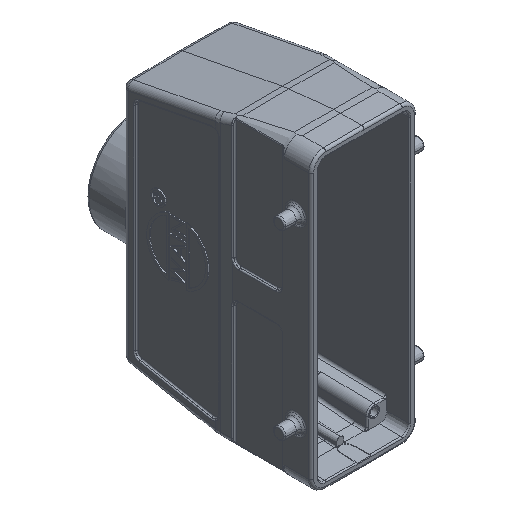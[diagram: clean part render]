
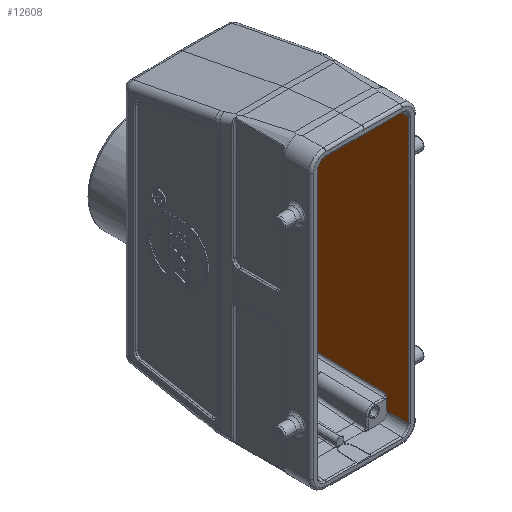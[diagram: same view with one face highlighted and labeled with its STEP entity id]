
A CAD part, isometric view. The second image highlights one B-rep face of the part: STEP entity #12608.
In plain terms, the highlighted planar face has unit normal (-1, -0.009, 0).
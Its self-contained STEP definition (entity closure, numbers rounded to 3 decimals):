
#590=CARTESIAN_POINT('',(18.5,-45.385,-49.099));
#591=CARTESIAN_POINT('',(18.5,-45.385,-48.979));
#592=CARTESIAN_POINT('',(18.5,-45.339,-48.736));
#593=CARTESIAN_POINT('',(18.498,-45.154,-48.361));
#594=CARTESIAN_POINT('',(18.496,-44.98,-48.115));
#595=CARTESIAN_POINT('',(18.496,-44.889,-47.984));
#602=DIRECTION('',(0.,0.,-1.));
#603=VECTOR('',#602,4.901);
#604=CARTESIAN_POINT('',(18.5,-45.385,-49.099));
#605=LINE('',#604,#603);
#606=DIRECTION('',(0.009,-0.999,-0.031));
#607=VECTOR('',#606,61.354);
#608=CARTESIAN_POINT('',(17.961,16.433,-46.085));
#609=LINE('',#608,#607);
#610=CARTESIAN_POINT('',(17.978,14.424,-13.274));
#611=CARTESIAN_POINT('',(17.978,14.424,-13.602));
#612=CARTESIAN_POINT('',(17.978,14.469,-14.088));
#613=CARTESIAN_POINT('',(17.976,14.614,-14.638));
#614=CARTESIAN_POINT('',(17.975,14.729,-14.947));
#615=CARTESIAN_POINT('',(17.974,14.832,-15.171));
#616=CARTESIAN_POINT('',(17.973,14.951,-15.385));
#617=CARTESIAN_POINT('',(17.972,15.09,-15.59));
#618=CARTESIAN_POINT('',(17.971,15.248,-15.78));
#619=CARTESIAN_POINT('',(17.969,15.484,-16.006));
#620=CARTESIAN_POINT('',(17.966,15.765,-16.189));
#621=CARTESIAN_POINT('',(17.964,16.073,-16.299));
#622=CARTESIAN_POINT('',(17.962,16.244,-16.33));
#623=CARTESIAN_POINT('',(17.961,16.325,-16.336));
#625=CARTESIAN_POINT('',(17.961,16.325,16.336));
#626=CARTESIAN_POINT('',(17.962,16.242,16.329));
#627=CARTESIAN_POINT('',(17.964,16.073,16.299));
#628=CARTESIAN_POINT('',(17.966,15.844,16.217));
#629=CARTESIAN_POINT('',(17.968,15.625,16.098));
#630=CARTESIAN_POINT('',(17.969,15.427,15.951));
#631=CARTESIAN_POINT('',(17.971,15.248,15.779));
#632=CARTESIAN_POINT('',(17.972,15.091,15.59));
#633=CARTESIAN_POINT('',(17.973,14.953,15.388));
#634=CARTESIAN_POINT('',(17.975,14.792,15.099));
#635=CARTESIAN_POINT('',(17.976,14.636,14.722));
#636=CARTESIAN_POINT('',(17.977,14.511,14.248));
#637=CARTESIAN_POINT('',(17.978,14.439,13.76));
#638=CARTESIAN_POINT('',(17.978,14.424,13.435));
#639=CARTESIAN_POINT('',(17.978,14.424,13.274));
#641=DIRECTION('',(-0.009,0.982,-0.19));
#642=VECTOR('',#641,1.436);
#643=CARTESIAN_POINT('',(17.973,15.023,46.663));
#644=LINE('',#643,#642);
#645=CARTESIAN_POINT('',(18.05,6.157,47.55));
#646=CARTESIAN_POINT('',(18.024,9.131,47.524));
#647=CARTESIAN_POINT('',(17.998,12.103,47.227));
#648=CARTESIAN_POINT('',(17.973,15.023,46.663));
#650=DIRECTION('',(-0.009,1.,-0.009));
#651=VECTOR('',#650,51.049);
#652=CARTESIAN_POINT('',(18.496,-44.889,47.996));
#653=LINE('',#652,#651);
#654=DIRECTION('',(0.,0.,-1.));
#655=VECTOR('',#654,4.89);
#656=CARTESIAN_POINT('',(18.5,-45.385,54.));
#657=LINE('',#656,#655);
#662=DIRECTION('',(-0.009,1.,0.));
#663=VECTOR('',#662,8.705);
#664=CARTESIAN_POINT('',(18.576,-54.089,-54.));
#665=LINE('',#664,#663);
#780=DIRECTION('',(0.,0.,-1.));
#781=VECTOR('',#780,108.);
#782=CARTESIAN_POINT('',(18.576,-54.089,54.));
#783=LINE('',#782,#781);
#1275=DIRECTION('',(0.009,-1.,0.));
#1276=VECTOR('',#1275,8.705);
#1277=CARTESIAN_POINT('',(18.5,-45.385,54.));
#1278=LINE('',#1277,#1276);
#1318=CARTESIAN_POINT('',(18.496,-44.889,47.996));
#1319=CARTESIAN_POINT('',(18.496,-44.98,48.126));
#1320=CARTESIAN_POINT('',(18.498,-45.154,48.372));
#1321=CARTESIAN_POINT('',(18.5,-45.339,48.747));
#1322=CARTESIAN_POINT('',(18.5,-45.385,48.99));
#1323=CARTESIAN_POINT('',(18.5,-45.385,49.11));
#1330=CARTESIAN_POINT('',(18.496,-44.889,47.996));
#1375=DIRECTION('',(0.,0.,1.));
#1376=VECTOR('',#1375,30.047);
#1377=CARTESIAN_POINT('',(17.961,16.433,16.343));
#1378=LINE('',#1377,#1376);
#1382=CARTESIAN_POINT('',(17.961,16.433,16.343));
#1561=DIRECTION('',(-0.009,0.998,0.064));
#1562=VECTOR('',#1561,0.108);
#1563=CARTESIAN_POINT('',(17.961,16.325,16.336));
#1564=LINE('',#1563,#1562);
#1585=DIRECTION('',(0.,0.,1.));
#1586=VECTOR('',#1585,26.547);
#1587=CARTESIAN_POINT('',(17.978,14.424,-13.274));
#1588=LINE('',#1587,#1586);
#1608=DIRECTION('',(0.009,-0.998,0.064));
#1609=VECTOR('',#1608,0.108);
#1610=CARTESIAN_POINT('',(17.961,16.433,-16.343));
#1611=LINE('',#1610,#1609);
#1645=CARTESIAN_POINT('',(17.961,16.433,-16.343));
#1650=DIRECTION('',(0.,0.,1.));
#1651=VECTOR('',#1650,29.742);
#1652=CARTESIAN_POINT('',(17.961,16.433,-46.085));
#1653=LINE('',#1652,#1651);
#1675=CARTESIAN_POINT('',(18.496,-44.889,
-47.984));
#9378=CARTESIAN_POINT('',(18.05,6.157,47.55));
#9379=VERTEX_POINT('',#9378);
#9380=CARTESIAN_POINT('',(17.973,15.023,46.663));
#9381=VERTEX_POINT('',#9380);
#9382=VERTEX_POINT('',#1330);
#9409=VERTEX_POINT('',#1675);
#9411=CARTESIAN_POINT('',(17.961,16.433,-46.085));
#9413=VERTEX_POINT('',#9411);
#9414=CARTESIAN_POINT('',(17.961,16.433,46.39));
#9416=VERTEX_POINT('',#9414);
#9465=VERTEX_POINT('',#1382);
#9493=CARTESIAN_POINT('',(17.978,14.424,13.274));
#9494=VERTEX_POINT('',#9493);
#9500=CARTESIAN_POINT('',(17.962,16.319,16.335));
#9502=VERTEX_POINT('',#9500);
#9507=CARTESIAN_POINT('',(17.978,14.424,-13.274));
#9509=VERTEX_POINT('',#9507);
#9511=CARTESIAN_POINT('',(17.962,16.319,-16.335));
#9513=VERTEX_POINT('',#9511);
#9517=VERTEX_POINT('',#1645);
#9706=CARTESIAN_POINT('',(18.576,-54.089,
-54.));
#9708=VERTEX_POINT('',#9706);
#9713=CARTESIAN_POINT('',(18.576,-54.089,54.));
#9715=VERTEX_POINT('',#9713);
#11139=CARTESIAN_POINT('',(18.5,-45.385,54.));
#11140=CARTESIAN_POINT('',(18.5,-45.385,
49.11));
#11141=VERTEX_POINT('',#11139);
#11142=VERTEX_POINT('',#11140);
#11146=CARTESIAN_POINT('',(18.5,-45.385,-54.));
#11147=VERTEX_POINT('',#11146);
#11150=VERTEX_POINT('',#590);
#12566=CARTESIAN_POINT('',(18.5,-45.385,57.));
#12567=DIRECTION('',(-1.,-0.009,0.));
#12568=DIRECTION('',(0.009,-1.,0.));
#12569=AXIS2_PLACEMENT_3D('',#12566,#12567,#12568);
#12570=PLANE('',#12569);
#12572=ORIENTED_EDGE('',*,*,#12571,.T.);
#12574=ORIENTED_EDGE('',*,*,#12573,.F.);
#12575=ORIENTED_EDGE('',*,*,#12556,.T.);
#12577=ORIENTED_EDGE('',*,*,#12576,.F.);
#12579=ORIENTED_EDGE('',*,*,#12578,.T.);
#12581=ORIENTED_EDGE('',*,*,#12580,.T.);
#12583=ORIENTED_EDGE('',*,*,#12582,.F.);
#12585=ORIENTED_EDGE('',*,*,#12584,.T.);
#12587=ORIENTED_EDGE('',*,*,#12586,.F.);
#12589=ORIENTED_EDGE('',*,*,#12588,.T.);
#12591=ORIENTED_EDGE('',*,*,#12590,.T.);
#12593=ORIENTED_EDGE('',*,*,#12592,.F.);
#12595=ORIENTED_EDGE('',*,*,#12594,.F.);
#12597=ORIENTED_EDGE('',*,*,#12596,.F.);
#12599=ORIENTED_EDGE('',*,*,#12598,.T.);
#12601=ORIENTED_EDGE('',*,*,#12600,.F.);
#12603=ORIENTED_EDGE('',*,*,#12602,.T.);
#12605=ORIENTED_EDGE('',*,*,#12604,.T.);
#12606=EDGE_LOOP('',(#12572,#12574,#12575,#12577,#12579,#12581,#12583,#12585,
#12587,#12589,#12591,#12593,#12595,#12597,#12599,#12601,#12603,#12605));
#12607=FACE_OUTER_BOUND('',#12606,.F.);
#596=B_SPLINE_CURVE_WITH_KNOTS('',3,(#590,#591,#592,#593,#594,#595),
.UNSPECIFIED.,.F.,.F.,(4,1,1,4),(0.,0.333,0.667,1.),
.UNSPECIFIED.);
#624=B_SPLINE_CURVE_WITH_KNOTS('',3,(#610,#611,#612,#613,#614,#615,#616,#617,
#618,#619,#620,#621,#622,#623),.UNSPECIFIED.,.F.,.F.,(4,1,1,1,1,1,1,1,1,1,1,4),(
0.,0.25,0.375,0.438,0.5,0.563,0.625,0.688,0.75,0.875,
0.938,1.),.UNSPECIFIED.);
#640=B_SPLINE_CURVE_WITH_KNOTS('',3,(#625,#626,#627,#628,#629,#630,#631,#632,
#633,#634,#635,#636,#637,#638,#639),.UNSPECIFIED.,.F.,.F.,(4,1,1,1,1,1,1,1,1,1,
1,1,4),(0.,0.063,0.125,0.188,0.25,0.313,0.375,0.438,0.5,
0.625,0.75,0.875,1.),.UNSPECIFIED.);
#649=B_SPLINE_CURVE_WITH_KNOTS('',3,(#645,#646,#647,#648),.UNSPECIFIED.,.F.,.F.,
(4,4),(0.,1.),.UNSPECIFIED.);
#1324=B_SPLINE_CURVE_WITH_KNOTS('',3,(#1318,#1319,#1320,#1321,#1322,#1323),
.UNSPECIFIED.,.F.,.F.,(4,1,1,4),(0.,0.333,0.667,1.),
.UNSPECIFIED.);
#12556=EDGE_CURVE('',#11150,#9409,#596,.T.);
#12571=EDGE_CURVE('',#9708,#11147,#665,.T.);
#12573=EDGE_CURVE('',#11150,#11147,#605,.T.);
#12576=EDGE_CURVE('',#9413,#9409,#609,.T.);
#12578=EDGE_CURVE('',#9413,#9517,#1653,.T.);
#12580=EDGE_CURVE('',#9517,#9513,#1611,.T.);
#12582=EDGE_CURVE('',#9509,#9513,#624,.T.);
#12584=EDGE_CURVE('',#9509,#9494,#1588,.T.);
#12586=EDGE_CURVE('',#9502,#9494,#640,.T.);
#12588=EDGE_CURVE('',#9502,#9465,#1564,.T.);
#12590=EDGE_CURVE('',#9465,#9416,#1378,.T.);
#12592=EDGE_CURVE('',#9381,#9416,#644,.T.);
#12594=EDGE_CURVE('',#9379,#9381,#649,.T.);
#12596=EDGE_CURVE('',#9382,#9379,#653,.T.);
#12598=EDGE_CURVE('',#9382,#11142,#1324,.T.);
#12600=EDGE_CURVE('',#11141,#11142,#657,.T.);
#12602=EDGE_CURVE('',#11141,#9715,#1278,.T.);
#12604=EDGE_CURVE('',#9715,#9708,#783,.T.);
#12608=ADVANCED_FACE('',(#12607),#12570,.T.);
